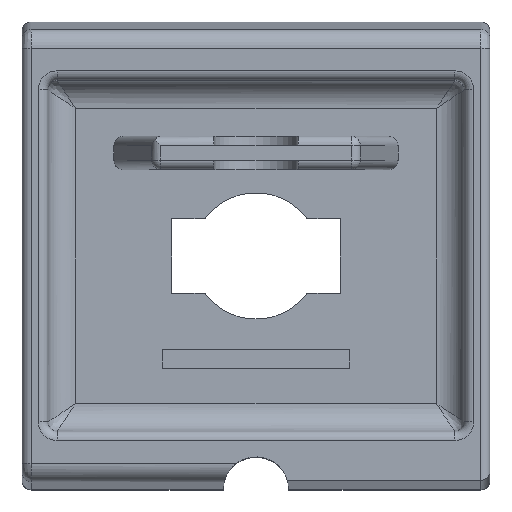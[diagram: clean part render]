
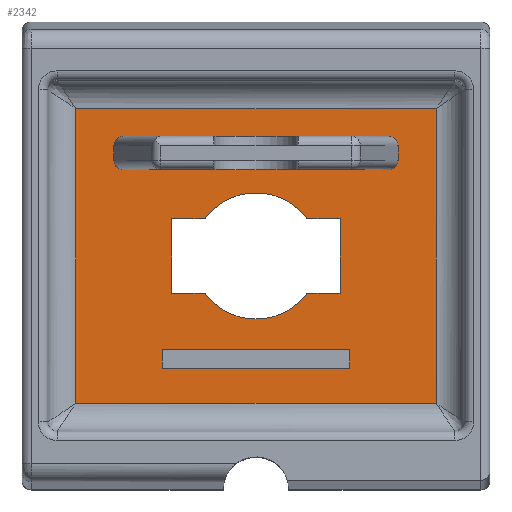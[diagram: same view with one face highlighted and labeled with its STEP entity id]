
A CAD part, top view. The second image highlights one B-rep face of the part: STEP entity #2342.
In plain terms, the highlighted planar face has unit normal (0, 0, 1).
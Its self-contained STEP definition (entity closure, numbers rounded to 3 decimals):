
#38=FACE_BOUND('',#414,.T.);
#39=FACE_BOUND('',#415,.T.);
#40=FACE_BOUND('',#416,.T.);
#88=ELLIPSE('',#2584,1.044,1.);
#89=ELLIPSE('',#2585,1.044,1.);
#90=ELLIPSE('',#2586,1.044,1.);
#91=ELLIPSE('',#2587,1.044,1.);
#137=PLANE('',#2583);
#263=FACE_OUTER_BOUND('',#413,.T.);
#413=EDGE_LOOP('',(#2006,#2007,#2008,#2009));
#414=EDGE_LOOP('',(#2010,#2011,#2012,#2013,#2014,#2015,#2016,#2017));
#415=EDGE_LOOP('',(#2018,#2019,#2020,#2021,#2022,#2023,#2024,#2025));
#416=EDGE_LOOP('',(#2026,#2027,#2028,#2029));
#504=CIRCLE('',#2538,6.75);
#521=CIRCLE('',#2588,6.75);
#663=LINE('',#3881,#868);
#666=LINE('',#3886,#871);
#668=LINE('',#3890,#873);
#684=LINE('',#4088,#889);
#685=LINE('',#4090,#890);
#687=LINE('',#4093,#892);
#689=LINE('',#4096,#894);
#690=LINE('',#4104,#895);
#691=LINE('',#4108,#896);
#692=LINE('',#4112,#897);
#693=LINE('',#4115,#898);
#694=LINE('',#4117,#899);
#695=LINE('',#4119,#900);
#696=LINE('',#4121,#901);
#697=LINE('',#4125,#902);
#698=LINE('',#4127,#903);
#699=LINE('',#4129,#904);
#700=LINE('',#4130,#905);
#868=VECTOR('',#3070,10.);
#871=VECTOR('',#3075,10.);
#873=VECTOR('',#3079,10.);
#889=VECTOR('',#3177,10.);
#890=VECTOR('',#3180,10.);
#892=VECTOR('',#3184,10.);
#894=VECTOR('',#3188,10.);
#895=VECTOR('',#3197,10.);
#896=VECTOR('',#3200,10.);
#897=VECTOR('',#3203,10.);
#898=VECTOR('',#3206,10.);
#899=VECTOR('',#3207,10.);
#900=VECTOR('',#3208,10.);
#901=VECTOR('',#3209,10.);
#902=VECTOR('',#3212,10.);
#903=VECTOR('',#3213,10.);
#904=VECTOR('',#3214,10.);
#905=VECTOR('',#3215,10.);
#1082=VERTEX_POINT('',#3878);
#1083=VERTEX_POINT('',#3880);
#1084=VERTEX_POINT('',#3884);
#1085=VERTEX_POINT('',#3888);
#1086=VERTEX_POINT('',#3892);
#1093=VERTEX_POINT('',#3942);
#1100=VERTEX_POINT('',#3997);
#1103=VERTEX_POINT('',#4036);
#1106=VERTEX_POINT('',#4077);
#1107=VERTEX_POINT('',#4100);
#1108=VERTEX_POINT('',#4101);
#1109=VERTEX_POINT('',#4103);
#1110=VERTEX_POINT('',#4105);
#1111=VERTEX_POINT('',#4107);
#1112=VERTEX_POINT('',#4109);
#1113=VERTEX_POINT('',#4111);
#1114=VERTEX_POINT('',#4113);
#1115=VERTEX_POINT('',#4116);
#1116=VERTEX_POINT('',#4118);
#1117=VERTEX_POINT('',#4120);
#1118=VERTEX_POINT('',#4123);
#1119=VERTEX_POINT('',#4124);
#1120=VERTEX_POINT('',#4126);
#1121=VERTEX_POINT('',#4128);
#1365=EDGE_CURVE('',#1083,#1082,#663,.T.);
#1368=EDGE_CURVE('',#1082,#1084,#666,.T.);
#1370=EDGE_CURVE('',#1084,#1085,#668,.T.);
#1372=EDGE_CURVE('',#1085,#1086,#504,.T.);
#1411=EDGE_CURVE('',#1106,#1093,#684,.T.);
#1412=EDGE_CURVE('',#1103,#1106,#685,.T.);
#1414=EDGE_CURVE('',#1100,#1103,#687,.T.);
#1416=EDGE_CURVE('',#1093,#1100,#689,.T.);
#1417=EDGE_CURVE('',#1107,#1108,#88,.T.);
#1418=EDGE_CURVE('',#1109,#1107,#690,.T.);
#1419=EDGE_CURVE('',#1110,#1109,#89,.T.);
#1420=EDGE_CURVE('',#1111,#1110,#691,.T.);
#1421=EDGE_CURVE('',#1112,#1111,#90,.T.);
#1422=EDGE_CURVE('',#1113,#1112,#692,.T.);
#1423=EDGE_CURVE('',#1114,#1113,#91,.T.);
#1424=EDGE_CURVE('',#1114,#1108,#693,.T.);
#1425=EDGE_CURVE('',#1086,#1115,#694,.T.);
#1426=EDGE_CURVE('',#1115,#1116,#695,.T.);
#1427=EDGE_CURVE('',#1116,#1117,#696,.T.);
#1428=EDGE_CURVE('',#1117,#1083,#521,.T.);
#1429=EDGE_CURVE('',#1118,#1119,#697,.T.);
#1430=EDGE_CURVE('',#1119,#1120,#698,.T.);
#1431=EDGE_CURVE('',#1120,#1121,#699,.T.);
#1432=EDGE_CURVE('',#1121,#1118,#700,.T.);
#2006=ORIENTED_EDGE('',*,*,#1412,.F.);
#2007=ORIENTED_EDGE('',*,*,#1414,.F.);
#2008=ORIENTED_EDGE('',*,*,#1416,.F.);
#2009=ORIENTED_EDGE('',*,*,#1411,.F.);
#2010=ORIENTED_EDGE('',*,*,#1417,.F.);
#2011=ORIENTED_EDGE('',*,*,#1418,.F.);
#2012=ORIENTED_EDGE('',*,*,#1419,.F.);
#2013=ORIENTED_EDGE('',*,*,#1420,.F.);
#2014=ORIENTED_EDGE('',*,*,#1421,.F.);
#2015=ORIENTED_EDGE('',*,*,#1422,.F.);
#2016=ORIENTED_EDGE('',*,*,#1423,.F.);
#2017=ORIENTED_EDGE('',*,*,#1424,.T.);
#2018=ORIENTED_EDGE('',*,*,#1372,.T.);
#2019=ORIENTED_EDGE('',*,*,#1425,.T.);
#2020=ORIENTED_EDGE('',*,*,#1426,.T.);
#2021=ORIENTED_EDGE('',*,*,#1427,.T.);
#2022=ORIENTED_EDGE('',*,*,#1428,.T.);
#2023=ORIENTED_EDGE('',*,*,#1365,.T.);
#2024=ORIENTED_EDGE('',*,*,#1368,.T.);
#2025=ORIENTED_EDGE('',*,*,#1370,.T.);
#2026=ORIENTED_EDGE('',*,*,#1429,.T.);
#2027=ORIENTED_EDGE('',*,*,#1430,.T.);
#2028=ORIENTED_EDGE('',*,*,#1431,.T.);
#2029=ORIENTED_EDGE('',*,*,#1432,.T.);
#2342=ADVANCED_FACE('',(#263,#38,#39,#40),#137,.T.);
#2538=AXIS2_PLACEMENT_3D('',#3894,#3083,#3084);
#2583=AXIS2_PLACEMENT_3D('',#4099,#3193,#3194);
#2584=AXIS2_PLACEMENT_3D('',#4102,#3195,#3196);
#2585=AXIS2_PLACEMENT_3D('',#4106,#3198,#3199);
#2586=AXIS2_PLACEMENT_3D('',#4110,#3201,#3202);
#2587=AXIS2_PLACEMENT_3D('',#4114,#3204,#3205);
#2588=AXIS2_PLACEMENT_3D('',#4122,#3210,#3211);
#3070=DIRECTION('',(1.,0.,0.));
#3075=DIRECTION('',(0.,-1.,0.));
#3079=DIRECTION('',(-1.,0.,0.));
#3083=DIRECTION('center_axis',(0.,0.,
-1.));
#3084=DIRECTION('ref_axis',(-0.806,-0.593,0.));
#3177=DIRECTION('',(0.,1.,0.));
#3180=DIRECTION('',(-1.,0.,0.));
#3184=DIRECTION('',(0.,-1.,0.));
#3188=DIRECTION('',(1.,0.,0.));
#3193=DIRECTION('center_axis',(0.,0.,
1.));
#3194=DIRECTION('ref_axis',(1.,0.,0.));
#3195=DIRECTION('center_axis',(0.,0.,1.));
#3196=DIRECTION('ref_axis',(-1.,0.,0.));
#3197=DIRECTION('',(-1.,0.,0.));
#3198=DIRECTION('center_axis',(0.,0.,1.));
#3199=DIRECTION('ref_axis',(1.,0.,0.));
#3200=DIRECTION('',(0.,1.,0.));
#3201=DIRECTION('center_axis',(0.,0.,1.));
#3202=DIRECTION('ref_axis',(1.,0.,0.));
#3203=DIRECTION('',(1.,0.,0.));
#3204=DIRECTION('center_axis',(0.,0.,1.));
#3205=DIRECTION('ref_axis',(-1.,0.,0.));
#3206=DIRECTION('',(0.,1.,0.));
#3207=DIRECTION('',(-1.,0.,0.));
#3208=DIRECTION('',(0.,1.,0.));
#3209=DIRECTION('',(1.,0.,0.));
#3210=DIRECTION('center_axis',(0.,0.,
-1.));
#3211=DIRECTION('ref_axis',(0.806,0.593,0.));
#3212=DIRECTION('',(0.,1.,0.));
#3213=DIRECTION('',(1.,0.,0.));
#3214=DIRECTION('',(0.,-1.,0.));
#3215=DIRECTION('',(-1.,0.,0.));
#3878=CARTESIAN_POINT('',(9.,-5.222,0.));
#3880=CARTESIAN_POINT('',(5.437,-5.222,0.));
#3881=CARTESIAN_POINT('',(2.719,-5.222,0.));
#3884=CARTESIAN_POINT('',(9.,-13.222,0.));
#3886=CARTESIAN_POINT('',(9.,-7.222,0.));
#3888=CARTESIAN_POINT('',(5.437,-13.222,0.));
#3890=CARTESIAN_POINT('',(4.5,-13.222,0.));
#3892=CARTESIAN_POINT('',(-5.437,-13.222,0.));
#3894=CARTESIAN_POINT('Origin',(0.,-9.222,0.));
#3942=CARTESIAN_POINT('',(-19.25,6.528,0.));
#3997=CARTESIAN_POINT('',(19.25,6.528,0.));
#4036=CARTESIAN_POINT('',(19.25,-24.972,0.));
#4077=CARTESIAN_POINT('',(-19.25,-24.972,0.));
#4088=CARTESIAN_POINT('',(-19.25,0.153,0.));
#4090=CARTESIAN_POINT('',(-11.125,-24.972,0.));
#4093=CARTESIAN_POINT('',(19.25,-18.597,0.));
#4096=CARTESIAN_POINT('',(11.125,6.528,0.));
#4099=CARTESIAN_POINT('Origin',(0.,-9.222,0.));
#4100=CARTESIAN_POINT('',(-14.132,3.556,0.));
#4101=CARTESIAN_POINT('',(-15.177,2.556,0.));
#4102=CARTESIAN_POINT('Origin',(-14.132,2.556,0.));
#4103=CARTESIAN_POINT('',(14.132,3.556,0.));
#4104=CARTESIAN_POINT('',(-15.177,3.556,0.));
#4105=CARTESIAN_POINT('',(15.177,2.556,0.));
#4106=CARTESIAN_POINT('Origin',(14.132,2.556,0.));
#4107=CARTESIAN_POINT('',(15.177,1.,0.));
#4108=CARTESIAN_POINT('',(15.177,0.,0.));
#4109=CARTESIAN_POINT('',(14.132,0.,0.));
#4110=CARTESIAN_POINT('Origin',(14.132,1.,0.));
#4111=CARTESIAN_POINT('',(-14.132,0.,0.));
#4112=CARTESIAN_POINT('',(-15.177,0.,0.));
#4113=CARTESIAN_POINT('',(-15.177,1.,0.));
#4114=CARTESIAN_POINT('Origin',(-14.132,1.,0.));
#4115=CARTESIAN_POINT('',(-15.177,0.,0.));
#4116=CARTESIAN_POINT('',(-9.,-13.222,0.));
#4117=CARTESIAN_POINT('',(-2.719,-13.222,0.));
#4118=CARTESIAN_POINT('',(-9.,-5.222,0.));
#4119=CARTESIAN_POINT('',(-9.,-11.222,0.));
#4120=CARTESIAN_POINT('',(-5.437,-5.222,0.));
#4121=CARTESIAN_POINT('',(-4.5,-5.222,0.));
#4122=CARTESIAN_POINT('Origin',(0.,-9.222,0.));
#4123=CARTESIAN_POINT('',(-10.,-21.22,0.));
#4124=CARTESIAN_POINT('',(-10.,-19.22,0.));
#4125=CARTESIAN_POINT('',(-10.,-14.221,0.));
#4126=CARTESIAN_POINT('',(10.,-19.22,0.));
#4127=CARTESIAN_POINT('',(5.,-19.22,0.));
#4128=CARTESIAN_POINT('',(10.,-21.22,0.));
#4129=CARTESIAN_POINT('',(10.,-15.221,0.));
#4130=CARTESIAN_POINT('',(-5.,-21.22,0.));
